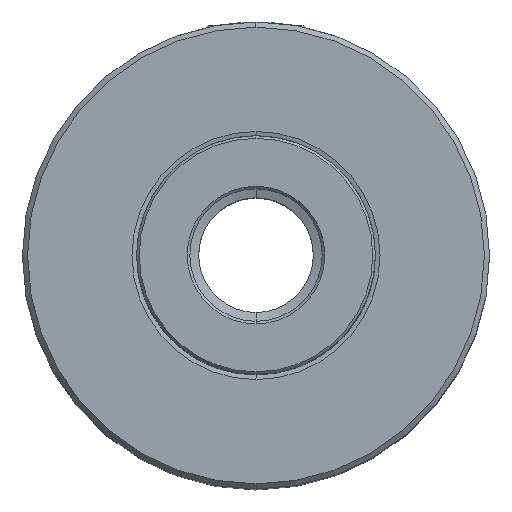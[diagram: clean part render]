
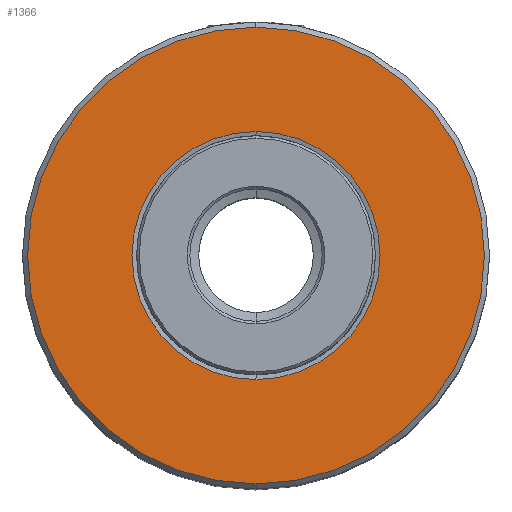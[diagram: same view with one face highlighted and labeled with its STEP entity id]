
A CAD part, top view. The second image highlights one B-rep face of the part: STEP entity #1366.
In plain terms, the highlighted planar face has unit normal (0, 0, 1).
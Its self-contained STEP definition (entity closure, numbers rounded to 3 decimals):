
#686=EDGE_CURVE('NONE',#1408,#714,#1925,.T.);
#714=VERTEX_POINT('NONE',#1953);
#918=VERTEX_POINT('NONE',#2186);
#1184=VERTEX_POINT('NONE',#2475);
#1272=EDGE_CURVE('NONE',#1184,#918,#2579,.T.);
#1282=EDGE_CURVE('NONE',#714,#1408,#2590,.T.);
#1366=ADVANCED_FACE('NONE',(#2686,#2687),#2688,.T.);
#1408=VERTEX_POINT('NONE',#2735);
#1636=EDGE_CURVE('NONE',#918,#1184,#2985,.T.);
#1925=CIRCLE('',#3306,23.899);
#1953=CARTESIAN_POINT('',(0.0,23.899,0.));
#2186=CARTESIAN_POINT('',(0.,44.0,0.0));
#2475=CARTESIAN_POINT('',(0.0,-44.0,0.0));
#2579=CIRCLE('',#4609,44.0);
#2590=CIRCLE('',#4622,23.899);
#2686=FACE_OUTER_BOUND('',#4820,.T.);
#2687=FACE_BOUND('',#4821,.T.);
#2688=PLANE('',#4822);
#2735=CARTESIAN_POINT('',(0.,-23.899,0.));
#2985=CIRCLE('',#5573,44.0);
#3306=AXIS2_PLACEMENT_3D('',#6081,#6082,#6083);
#4609=AXIS2_PLACEMENT_3D('',#6825,#6826,#6827);
#4622=AXIS2_PLACEMENT_3D('',#6839,#6840,#6841);
#4820=EDGE_LOOP('',(#6967,#6968));
#4821=EDGE_LOOP('',(#6969,#6970));
#4822=AXIS2_PLACEMENT_3D('',#6971,#6972,#6973);
#5573=AXIS2_PLACEMENT_3D('',#7297,#7298,#7299);
#6081=CARTESIAN_POINT('',(0.0,0.0,0.));
#6082=DIRECTION('',(0.0,0.0,-1.0));
#6083=DIRECTION('',(0.0,-1.0,0.0));
#6825=CARTESIAN_POINT('',(0.0,0.0,0.0));
#6826=DIRECTION('',(0.0,0.0,-1.0));
#6827=DIRECTION('',(0.0,-1.0,0.0));
#6839=CARTESIAN_POINT('',(0.0,0.0,0.));
#6840=DIRECTION('',(0.0,0.0,-1.0));
#6841=DIRECTION('',(0.0,-1.0,0.0));
#6967=ORIENTED_EDGE('',*,*,#1272,.F.);
#6968=ORIENTED_EDGE('',*,*,#1636,.F.);
#6969=ORIENTED_EDGE('',*,*,#1282,.T.);
#6970=ORIENTED_EDGE('',*,*,#686,.T.);
#6971=CARTESIAN_POINT('',(-44.0,0.0,0.));
#6972=DIRECTION('',(0.0,-0.0,1.0));
#6973=DIRECTION('',(0.0,1.0,0.0));
#7297=CARTESIAN_POINT('',(0.0,0.0,0.0));
#7298=DIRECTION('',(0.0,0.0,-1.0));
#7299=DIRECTION('',(0.0,-1.0,0.0));
